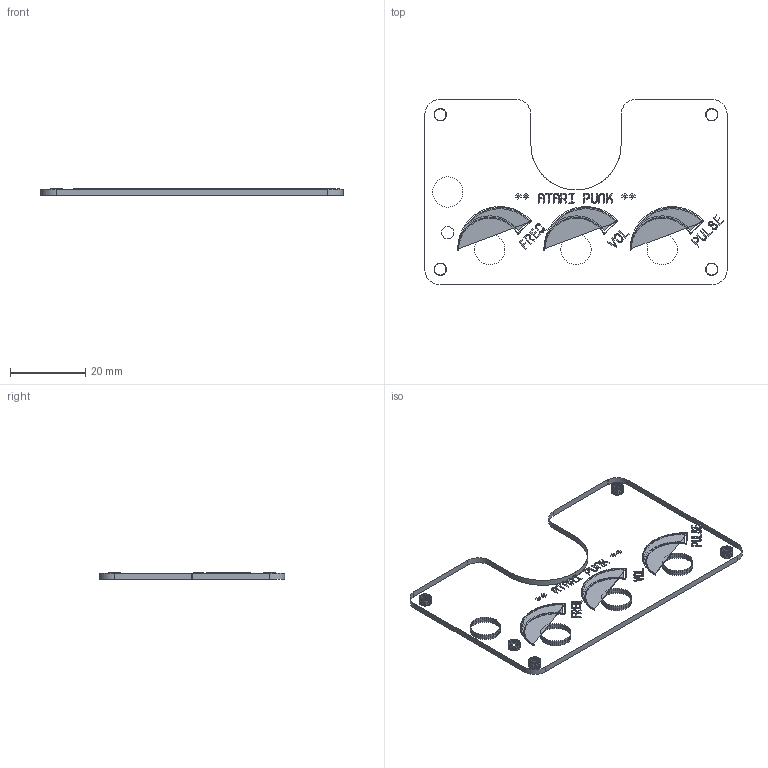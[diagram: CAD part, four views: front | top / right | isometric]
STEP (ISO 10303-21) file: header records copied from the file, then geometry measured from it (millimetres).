
FILE_DESCRIPTION(('Open CASCADE Model'),'2;1');
FILE_NAME('Open CASCADE Shape Model','2017-10-20T11:19:45',('Author'),( 'Open CASCADE'),'Open CASCADE STEP processor 6.8','Open CASCADE 6.8' ,'Unknown');
FILE_SCHEMA(('AUTOMOTIVE_DESIGN { 1 0 10303 214 1 1 1 1 }'));
Length unit declared in the file: millimetre
Products named in the file (5): PCB; Board; Open CASCADE STEP translator 6.8 8.2; Open CASCADE STEP translator 6.8 8.3; Open CASCADE STEP translator 6.8 8.4
Assembly tree (4 placements, depth 2):
  PCB
    Board
    Open CASCADE STEP translator 6.8 8.2
    Open CASCADE STEP translator 6.8 8.3
    Open CASCADE STEP translator 6.8 8.4
Bounding box: 80.13 x 49.13 x 1.78 mm (x, y, z)
Volume: 5131.9 mm3; surface area: 7712.1 mm2
Topology: 40 solids, 45 shells, 2460 faces, 7243 edges, 4702 vertices
Faces by surface type: plane 2332, cylinder 128
Full cylindrical faces by diameter (mm): 3.048 x4
Entity records: 78822 total; most frequent: ORIENTED_EDGE 14220, CARTESIAN_POINT 14114, DIRECTION 12229, EDGE_CURVE 7043, LINE 6787, VECTOR 6787, VERTEX_POINT 4606, AXIS2_PLACEMENT_3D 2721
